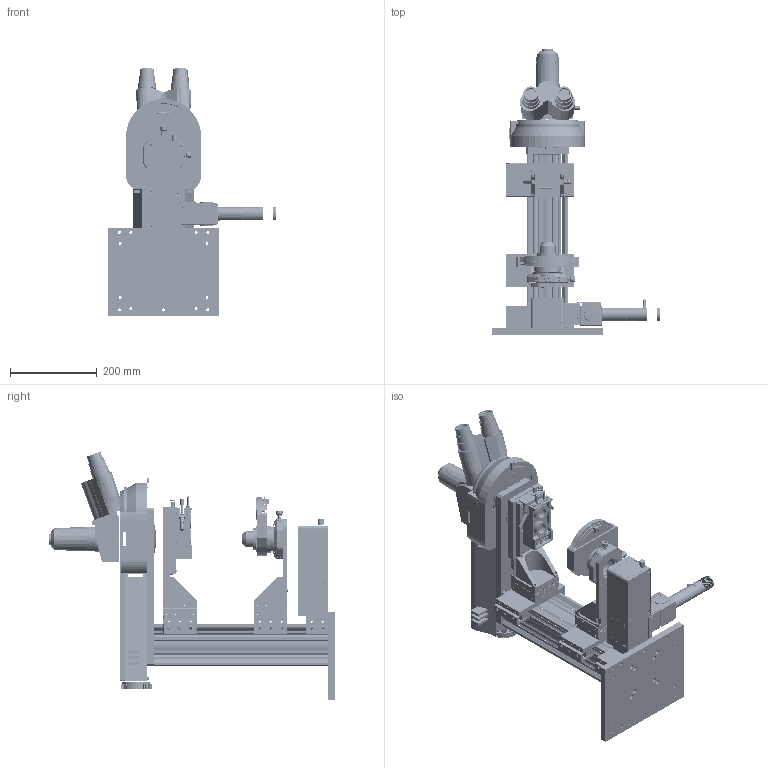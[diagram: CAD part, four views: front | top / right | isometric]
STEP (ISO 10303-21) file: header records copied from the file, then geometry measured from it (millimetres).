
FILE_DESCRIPTION (( 'STEP AP214' ), '1' );
FILE_NAME ('TTN041497-E0W.STEP', '2015-05-07T14:11:44', ( '' ), ( '' ), 'SwSTEP 2.0', 'SolidWorks 2014', '' );
FILE_SCHEMA (( 'AUTOMOTIVE_DESIGN' ));
Length unit declared in the file: millimetre
Products named in the file (1): TTN041497-E0W
Bounding box: 384.9 x 658.73 x 571.95 mm (x, y, z)
Surface area: 1280369 mm2 (no closed solid volume)
Topology: 0 solids, 255 shells, 2158 faces, 9784 edges, 7682 vertices
Faces by surface type: plane 1211, cylinder 743, cone 154, torus 27, bspline 19, sphere 4
Entity records: 143963 total; most frequent: CARTESIAN_POINT 41514, DIRECTION 16310, ORIENTED_EDGE 13802, EDGE_CURVE 9772, VERTEX_POINT 7682, VECTOR 5656, LINE 5656, AXIS2_PLACEMENT_3D 5327
